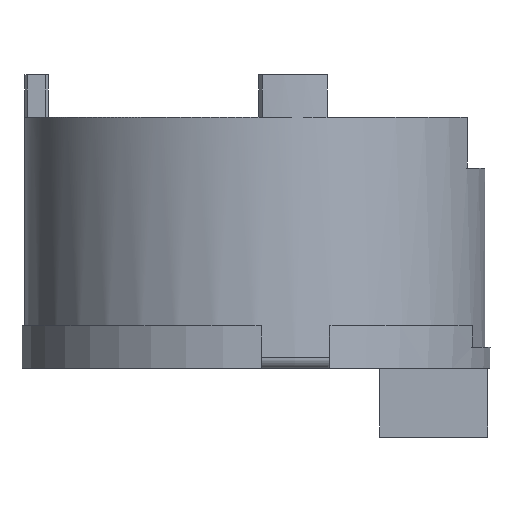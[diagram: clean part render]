
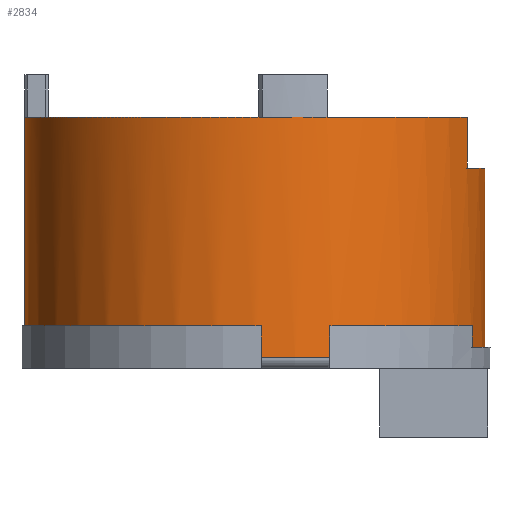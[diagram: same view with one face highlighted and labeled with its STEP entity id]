
A CAD part, left-side view. The second image highlights one B-rep face of the part: STEP entity #2834.
In plain terms, the highlighted cylindrical face has radius 10.875 mm (diameter 21.75 mm), a full revolution.
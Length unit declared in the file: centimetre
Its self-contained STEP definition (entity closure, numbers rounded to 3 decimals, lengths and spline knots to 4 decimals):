
#1009=CYLINDRICAL_SURFACE('',#8354,1.0875);
#1199=VERTEX_POINT('',#12322);
#1200=VERTEX_POINT('',#12323);
#1215=VERTEX_POINT('',#12369);
#1221=VERTEX_POINT('',#12385);
#1240=VERTEX_POINT('',#12447);
#1243=VERTEX_POINT('',#12452);
#1245=VERTEX_POINT('',#12457);
#1247=VERTEX_POINT('',#12463);
#1248=VERTEX_POINT('',#12470);
#1520=EDGE_CURVE('',#1199,#1200,#5044,.T.);
#1561=EDGE_CURVE('',#1215,#1221,#5044,.T.);
#1583=EDGE_CURVE('',#1240,#1199,#5044,.T.);
#1589=EDGE_CURVE('',#1221,#1243,#5044,.T.);
#1590=EDGE_CURVE('',#1200,#1215,#5044,.T.);
#1593=EDGE_CURVE('',#1243,#1245,#3723,.T.);
#1595=EDGE_CURVE('',#1247,#1240,#3725,.T.);
#1598=EDGE_CURVE('',#1245,#1247,#5059,.T.);
#1599=EDGE_CURVE('',#1248,#1248,#5060,.T.);
#2282=ORIENTED_EDGE('',*,*,#1599,.F.);
#2283=ORIENTED_EDGE('',*,*,#1593,.T.);
#2284=ORIENTED_EDGE('',*,*,#1598,.T.);
#2285=ORIENTED_EDGE('',*,*,#1595,.T.);
#2286=ORIENTED_EDGE('',*,*,#1583,.T.);
#2287=ORIENTED_EDGE('',*,*,#1520,.T.);
#2288=ORIENTED_EDGE('',*,*,#1590,.T.);
#2289=ORIENTED_EDGE('',*,*,#1561,.T.);
#2290=ORIENTED_EDGE('',*,*,#1589,.T.);
#2491=EDGE_LOOP('',(#2282));
#2492=EDGE_LOOP('',(#2283,#2284,#2285,#2286,#2287,#2288,#2289,#2290));
#2686=FACE_BOUND('',#2491,.T.);
#2687=FACE_BOUND('',#2492,.T.);
#2834=ADVANCED_FACE('',(#2686,#2687),#1009,.T.);
#3723=LINE('',#12458,#8915);
#3725=LINE('',#12462,#8917);
#5044=CIRCLE('',#8311,1.0875);
#5059=CIRCLE('',#8353,1.0875);
#5060=CIRCLE('',#8355,1.0875);
#8311=AXIS2_PLACEMENT_3D('',#12321,#10222,#10223);
#8353=AXIS2_PLACEMENT_3D('',#12467,#10340,#10341);
#8354=AXIS2_PLACEMENT_3D('',#12468,#10342,#10343);
#8355=AXIS2_PLACEMENT_3D('',#12469,#10344,#10345);
#8915=VECTOR('',#10332,1.);
#8917=VECTOR('',#10335,1.);
#10222=DIRECTION('',(0.,0.,-1.));
#10223=DIRECTION('',(1.088,0.,0.));
#10332=DIRECTION('',(0.,0.,-1.));
#10335=DIRECTION('',(0.,0.,1.));
#10340=DIRECTION('',(0.,0.,-1.));
#10341=DIRECTION('',(1.088,0.,0.));
#10342=DIRECTION('',(0.,0.,1.));
#10343=DIRECTION('',(1.088,0.,0.));
#10344=DIRECTION('',(0.,0.,-1.));
#10345=DIRECTION('',(-1.088,0.,0.));
#12321=CARTESIAN_POINT('',(0.,0.,1.185));
#12322=CARTESIAN_POINT('',(-1.0331,-0.3396,1.185));
#12323=CARTESIAN_POINT('',(-1.074,-0.1707,1.185));
#12369=CARTESIAN_POINT('',(1.087,-0.0343,1.185));
#12385=CARTESIAN_POINT('',(1.0331,-0.3396,1.185));
#12447=CARTESIAN_POINT('',(-0.425,-1.001,1.185));
#12452=CARTESIAN_POINT('',(0.425,-1.001,1.185));
#12457=CARTESIAN_POINT('',(0.425,-1.001,0.945));
#12458=CARTESIAN_POINT('',(0.425,-1.001,1.065));
#12462=CARTESIAN_POINT('',(-0.425,-1.001,1.065));
#12463=CARTESIAN_POINT('',(-0.425,-1.001,0.945));
#12467=CARTESIAN_POINT('',(0.,0.,0.945));
#12468=CARTESIAN_POINT('',(0.,0.,0.));
#12469=CARTESIAN_POINT('',(0.,0.,0.05));
#12470=CARTESIAN_POINT('',(1.0875,0.,0.05));
